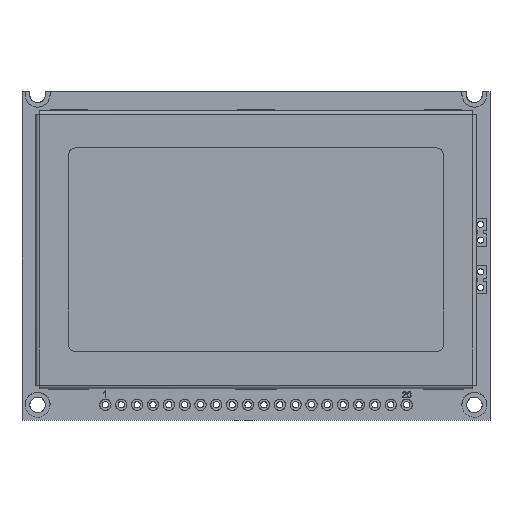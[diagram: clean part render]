
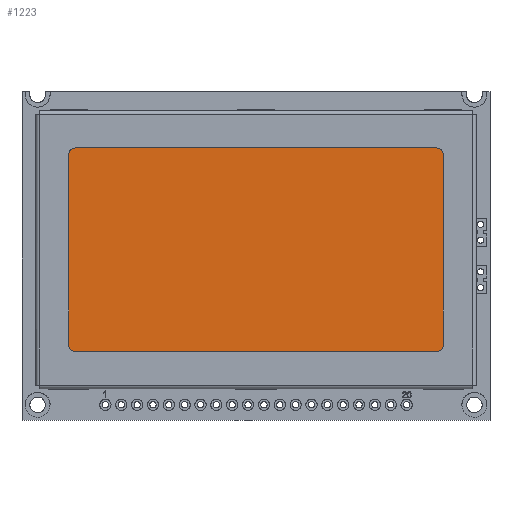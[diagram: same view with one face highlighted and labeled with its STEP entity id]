
A CAD part, top view. The second image highlights one B-rep face of the part: STEP entity #1223.
In plain terms, the highlighted planar face has unit normal (0, 0, 1).
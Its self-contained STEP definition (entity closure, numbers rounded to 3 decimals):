
#1223=ADVANCED_FACE('',(#1817),#10571,.T.);
#1817=FACE_OUTER_BOUND('',#2411,.T.);
#2411=EDGE_LOOP('',(#3350,#3351,#3352,#3353,#3354,#3355,#3356,#3357));
#3350=ORIENTED_EDGE('',*,*,#6113,.T.);
#3351=ORIENTED_EDGE('',*,*,#6114,.T.);
#3352=ORIENTED_EDGE('',*,*,#6115,.T.);
#3353=ORIENTED_EDGE('',*,*,#6116,.T.);
#3354=ORIENTED_EDGE('',*,*,#6117,.T.);
#3355=ORIENTED_EDGE('',*,*,#6118,.T.);
#3356=ORIENTED_EDGE('',*,*,#6119,.T.);
#3357=ORIENTED_EDGE('',*,*,#6120,.T.);
#6113=EDGE_CURVE('',#9267,#9268,#8596,.T.);
#6114=EDGE_CURVE('',#9268,#9269,#7704,.T.);
#6115=EDGE_CURVE('',#9269,#9270,#8597,.T.);
#6116=EDGE_CURVE('',#9270,#9271,#7705,.T.);
#6117=EDGE_CURVE('',#9271,#9272,#8598,.T.);
#6118=EDGE_CURVE('',#9272,#9273,#7706,.T.);
#6119=EDGE_CURVE('',#9273,#9274,#8599,.T.);
#6120=EDGE_CURVE('',#9274,#9267,#7707,.T.);
#7704=(
BOUNDED_CURVE()
B_SPLINE_CURVE(2,(#13249,#13250,#13251),.UNSPECIFIED.,.F.,.F.)
B_SPLINE_CURVE_WITH_KNOTS((3,3),(0.,1.571),.UNSPECIFIED.)
CURVE()
GEOMETRIC_REPRESENTATION_ITEM()
RATIONAL_B_SPLINE_CURVE((1.,0.707,1.))
REPRESENTATION_ITEM('')
);
#7705=(
BOUNDED_CURVE()
B_SPLINE_CURVE(2,(#13254,#13255,#13256),.UNSPECIFIED.,.F.,.F.)
B_SPLINE_CURVE_WITH_KNOTS((3,3),(0.,1.571),.UNSPECIFIED.)
CURVE()
GEOMETRIC_REPRESENTATION_ITEM()
RATIONAL_B_SPLINE_CURVE((1.,0.707,1.))
REPRESENTATION_ITEM('')
);
#7706=(
BOUNDED_CURVE()
B_SPLINE_CURVE(2,(#13259,#13260,#13261),.UNSPECIFIED.,.F.,.F.)
B_SPLINE_CURVE_WITH_KNOTS((3,3),(0.,1.571),.UNSPECIFIED.)
CURVE()
GEOMETRIC_REPRESENTATION_ITEM()
RATIONAL_B_SPLINE_CURVE((1.,0.707,1.))
REPRESENTATION_ITEM('')
);
#7707=(
BOUNDED_CURVE()
B_SPLINE_CURVE(2,(#13264,#13265,#13266),.UNSPECIFIED.,.F.,.F.)
B_SPLINE_CURVE_WITH_KNOTS((3,3),(0.,1.571),.UNSPECIFIED.)
CURVE()
GEOMETRIC_REPRESENTATION_ITEM()
RATIONAL_B_SPLINE_CURVE((1.,0.707,1.))
REPRESENTATION_ITEM('')
);
#8596=B_SPLINE_CURVE_WITH_KNOTS('',1,(#13247,#13248),.UNSPECIFIED.,.F.,
 .F.,(2,2),(0.,58.),.UNSPECIFIED.);
#8597=B_SPLINE_CURVE_WITH_KNOTS('',1,(#13252,#13253),.UNSPECIFIED.,.F.,
 .F.,(2,2),(0.,30.6),.UNSPECIFIED.);
#8598=B_SPLINE_CURVE_WITH_KNOTS('',1,(#13257,#13258),.UNSPECIFIED.,.F.,
 .F.,(2,2),(0.,58.),.UNSPECIFIED.);
#8599=B_SPLINE_CURVE_WITH_KNOTS('',1,(#13262,#13263),.UNSPECIFIED.,.F.,
 .F.,(2,2),(0.,30.6),.UNSPECIFIED.);
#9267=VERTEX_POINT('',#13239);
#9268=VERTEX_POINT('',#13240);
#9269=VERTEX_POINT('',#13241);
#9270=VERTEX_POINT('',#13242);
#9271=VERTEX_POINT('',#13243);
#9272=VERTEX_POINT('',#13244);
#9273=VERTEX_POINT('',#13245);
#9274=VERTEX_POINT('',#13246);
#10571=PLANE('',#10881);
#10881=AXIS2_PLACEMENT_3D('',#13238,#11175,$);
#11175=DIRECTION('',(0.,0.,1.));
#13238=CARTESIAN_POINT('',(-11.882,5.281,5.3));
#13239=CARTESIAN_POINT('',(-4.87,8.553,5.3));
#13240=CARTESIAN_POINT('',(53.13,8.553,5.3));
#13241=CARTESIAN_POINT('',(54.13,9.553,5.3));
#13242=CARTESIAN_POINT('',(54.13,40.153,5.3));
#13243=CARTESIAN_POINT('',(53.13,41.153,5.3));
#13244=CARTESIAN_POINT('',(-4.87,41.153,5.3));
#13245=CARTESIAN_POINT('',(-5.87,40.153,5.3));
#13246=CARTESIAN_POINT('',(-5.87,9.553,5.3));
#13247=CARTESIAN_POINT('',(-4.87,8.553,5.3));
#13248=CARTESIAN_POINT('',(53.13,8.553,5.3));
#13249=CARTESIAN_POINT('',(53.13,8.553,5.3));
#13250=CARTESIAN_POINT('',(54.13,8.553,5.3));
#13251=CARTESIAN_POINT('',(54.13,9.553,5.3));
#13252=CARTESIAN_POINT('',(54.13,9.553,5.3));
#13253=CARTESIAN_POINT('',(54.13,40.153,5.3));
#13254=CARTESIAN_POINT('',(54.13,40.153,5.3));
#13255=CARTESIAN_POINT('',(54.13,41.153,5.3));
#13256=CARTESIAN_POINT('',(53.13,41.153,5.3));
#13257=CARTESIAN_POINT('',(53.13,41.153,5.3));
#13258=CARTESIAN_POINT('',(-4.87,41.153,5.3));
#13259=CARTESIAN_POINT('',(-4.87,41.153,5.3));
#13260=CARTESIAN_POINT('',(-5.87,41.153,5.3));
#13261=CARTESIAN_POINT('',(-5.87,40.153,5.3));
#13262=CARTESIAN_POINT('',(-5.87,40.153,5.3));
#13263=CARTESIAN_POINT('',(-5.87,9.553,5.3));
#13264=CARTESIAN_POINT('',(-5.87,9.553,5.3));
#13265=CARTESIAN_POINT('',(-5.87,8.553,5.3));
#13266=CARTESIAN_POINT('',(-4.87,8.553,5.3));
